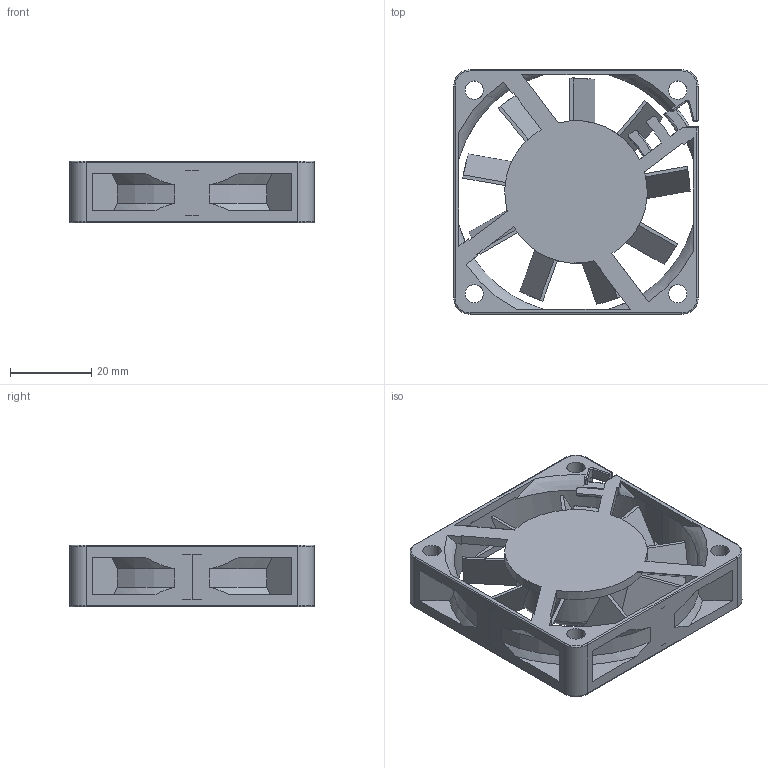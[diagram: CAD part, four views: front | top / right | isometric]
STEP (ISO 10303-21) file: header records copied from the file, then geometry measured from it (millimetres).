
FILE_DESCRIPTION((''),'2;1');
FILE_NAME('AUB0612HB-A-ORI_ASM','2022-02-24T19:59:05',('CHEWEI.SHIH'),(''),'CREO PARAMETRIC BY PTC INC, 2020454','CREO PARAMETRIC BY PTC INC, 2020454','');
FILE_SCHEMA(('CONFIG_CONTROL_DESIGN'));
Length unit declared in the file: millimetre
Products named in the file (4): 410203140000_2; 410303560002_2; ASM0001_ASM_1_ASM; AUB0612HB-A-ORI_ASM
Assembly tree (3 placements, depth 3):
  AUB0612HB-A-ORI_ASM
    ASM0001_ASM_1_ASM
      410203140000_2
      410303560002_2
Bounding box: 60 x 60 x 15.2 mm (x, y, z)
Volume: 14634.3 mm3; surface area: 20276.5 mm2
Topology: 2 solids, 13 shells, 470 faces, 1289 edges, 848 vertices
Faces by surface type: plane 195, cylinder 154, torus 59, cone 47, bspline 8, sphere 7
Entity records: 15928 total; most frequent: CARTESIAN_POINT 4180, ORIENTED_EDGE 2562, DIRECTION 2321, EDGE_CURVE 1281, AXIS2_PLACEMENT_3D 913, VERTEX_POINT 848, EDGE_LOOP 499, VECTOR 495
